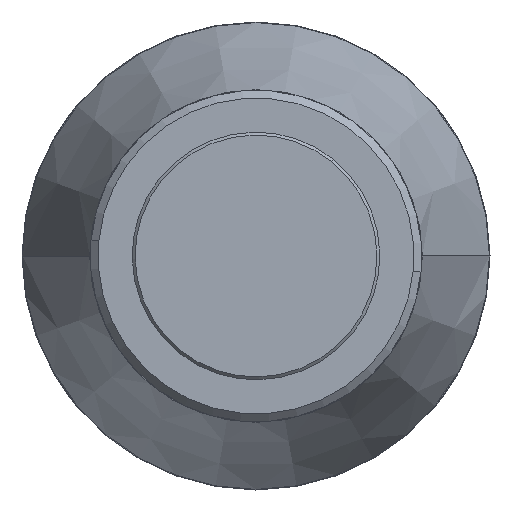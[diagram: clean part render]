
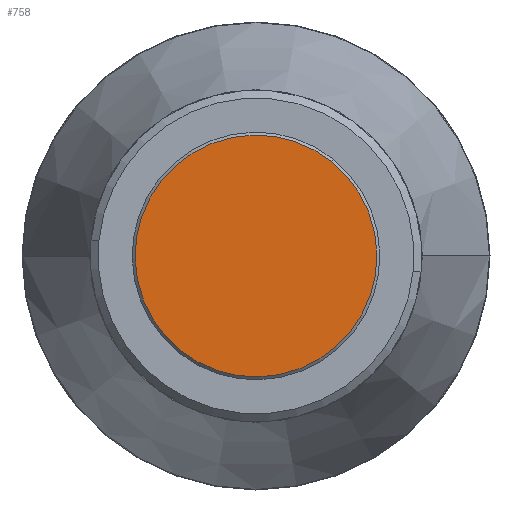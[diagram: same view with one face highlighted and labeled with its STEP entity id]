
A CAD part, left-side view. The second image highlights one B-rep face of the part: STEP entity #758.
In plain terms, the highlighted planar face has unit normal (-1, 0, 0).
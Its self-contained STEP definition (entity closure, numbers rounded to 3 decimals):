
#36 = CARTESIAN_POINT ( 'NONE',  ( -116.7, -17.638, 1.962 ) ) ;
#53 = CARTESIAN_POINT ( 'NONE',  ( -116.7, 0., 0. ) ) ;
#187 = DIRECTION ( 'NONE',  ( 0., 0.625, -0.781 ) ) ;
#279 = DIRECTION ( 'NONE',  ( 0., 0.625, -0.781 ) ) ;
#340 = EDGE_CURVE ( 'NONE', #853, #528, #834, .T. ) ;
#354 = ORIENTED_EDGE ( 'NONE', *, *, #708, .F. ) ;
#366 = AXIS2_PLACEMENT_3D ( 'NONE', #486, #1064, #711 ) ;
#486 = CARTESIAN_POINT ( 'NONE',  ( -116.7, 0., 0. ) ) ;
#528 = VERTEX_POINT ( 'NONE', #741 ) ;
#531 = FACE_OUTER_BOUND ( 'NONE', #746, .T. ) ;
#584 = AXIS2_PLACEMENT_3D ( 'NONE', #36, #956, #279 ) ;
#590 = ORIENTED_EDGE ( 'NONE', *, *, #340, .F. ) ;
#708 = EDGE_CURVE ( 'NONE', #528, #853, #733, .T. ) ;
#711 = DIRECTION ( 'NONE',  ( 0., 0.625, -0.781 ) ) ;
#733 = CIRCLE ( 'NONE', #958, 12.4 ) ;
#741 = CARTESIAN_POINT ( 'NONE',  ( -116.7, -7.745, 9.684 ) ) ;
#746 = EDGE_LOOP ( 'NONE', ( #590, #354 ) ) ;
#758 = ADVANCED_FACE ( 'NONE', ( #531 ), #1058, .F. ) ;
#834 = CIRCLE ( 'NONE', #366, 12.4 ) ;
#853 = VERTEX_POINT ( 'NONE', #1403 ) ;
#956 = DIRECTION ( 'NONE',  ( 1., 0., 0. ) ) ;
#958 = AXIS2_PLACEMENT_3D ( 'NONE', #53, #1314, #187 ) ;
#1058 = PLANE ( 'NONE',  #584 ) ;
#1064 = DIRECTION ( 'NONE',  ( 1., 0., 0. ) ) ;
#1314 = DIRECTION ( 'NONE',  ( 1., 0., 0. ) ) ;
#1403 = CARTESIAN_POINT ( 'NONE',  ( -116.7, 7.745, -9.684 ) ) ;
